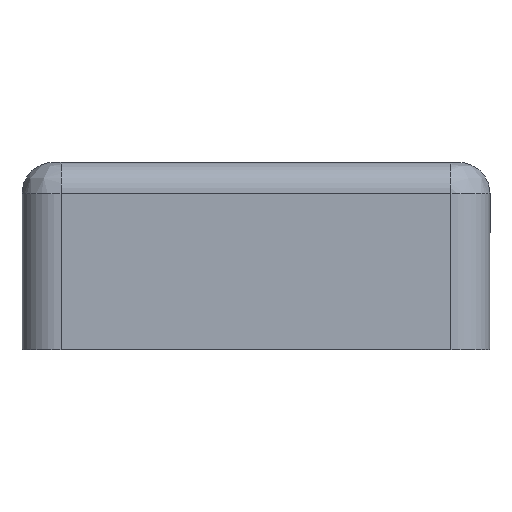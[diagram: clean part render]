
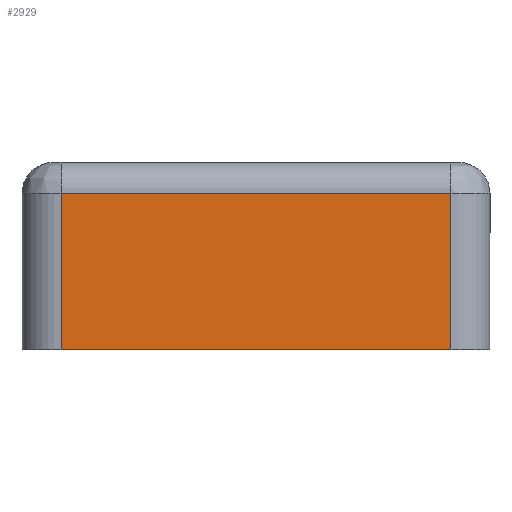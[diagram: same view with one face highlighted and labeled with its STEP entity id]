
A CAD part, left-side view. The second image highlights one B-rep face of the part: STEP entity #2929.
In plain terms, the highlighted planar face has unit normal (-1, 0, 0).
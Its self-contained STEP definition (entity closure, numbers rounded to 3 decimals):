
#35 = LINE ( 'NONE', #4392, #1351 ) ;
#94 = CARTESIAN_POINT ( 'NONE',  ( -30., 15., 12. ) ) ;
#168 = VERTEX_POINT ( 'NONE', #1350 ) ;
#178 = VERTEX_POINT ( 'NONE', #259 ) ;
#259 = CARTESIAN_POINT ( 'NONE',  ( -30., 12.5, 0. ) ) ;
#527 = EDGE_CURVE ( 'NONE', #168, #3160, #4220, .T. ) ;
#597 = DIRECTION ( 'NONE',  ( 0., 0., -1. ) ) ;
#833 = PLANE ( 'NONE',  #2031 ) ;
#974 = DIRECTION ( 'NONE',  ( 0., 0., 1. ) ) ;
#1350 = CARTESIAN_POINT ( 'NONE',  ( -30., 12.5, 10. ) ) ;
#1351 = VECTOR ( 'NONE', #597, 1000. ) ;
#1479 = CARTESIAN_POINT ( 'NONE',  ( -30., 15., 10. ) ) ;
#1653 = ORIENTED_EDGE ( 'NONE', *, *, #5332, .F. ) ;
#2008 = CARTESIAN_POINT ( 'NONE',  ( -30., -12.5, 0. ) ) ;
#2031 = AXIS2_PLACEMENT_3D ( 'NONE', #94, #6281, #2874 ) ;
#2317 = ORIENTED_EDGE ( 'NONE', *, *, #4040, .F. ) ;
#2714 = CARTESIAN_POINT ( 'NONE',  ( -30., -12.5, 10. ) ) ;
#2874 = DIRECTION ( 'NONE',  ( 0., 0., -1. ) ) ;
#2889 = DIRECTION ( 'NONE',  ( 0., 1., 0. ) ) ;
#2929 = ADVANCED_FACE ( 'NONE', ( #4989 ), #833, .F. ) ;
#3075 = VERTEX_POINT ( 'NONE', #2008 ) ;
#3160 = VERTEX_POINT ( 'NONE', #2714 ) ;
#3544 = EDGE_CURVE ( 'NONE', #3075, #178, #3979, .T. ) ;
#3979 = LINE ( 'NONE', #6165, #5468 ) ;
#4040 = EDGE_CURVE ( 'NONE', #178, #168, #4805, .T. ) ;
#4085 = ORIENTED_EDGE ( 'NONE', *, *, #527, .F. ) ;
#4220 = LINE ( 'NONE', #1479, #4983 ) ;
#4285 = EDGE_LOOP ( 'NONE', ( #7008, #1653, #4085, #2317 ) ) ;
#4392 = CARTESIAN_POINT ( 'NONE',  ( -30., -12.5, 12. ) ) ;
#4805 = LINE ( 'NONE', #5814, #4896 ) ;
#4896 = VECTOR ( 'NONE', #974, 1000. ) ;
#4983 = VECTOR ( 'NONE', #7047, 1000. ) ;
#4989 = FACE_OUTER_BOUND ( 'NONE', #4285, .T. ) ;
#5332 = EDGE_CURVE ( 'NONE', #3160, #3075, #35, .T. ) ;
#5468 = VECTOR ( 'NONE', #2889, 1000. ) ;
#5814 = CARTESIAN_POINT ( 'NONE',  ( -30., 12.5, 12. ) ) ;
#6165 = CARTESIAN_POINT ( 'NONE',  ( -30., -15., 0. ) ) ;
#6281 = DIRECTION ( 'NONE',  ( 1., 0., 0. ) ) ;
#7008 = ORIENTED_EDGE ( 'NONE', *, *, #3544, .F. ) ;
#7047 = DIRECTION ( 'NONE',  ( 0., -1., 0. ) ) ;
